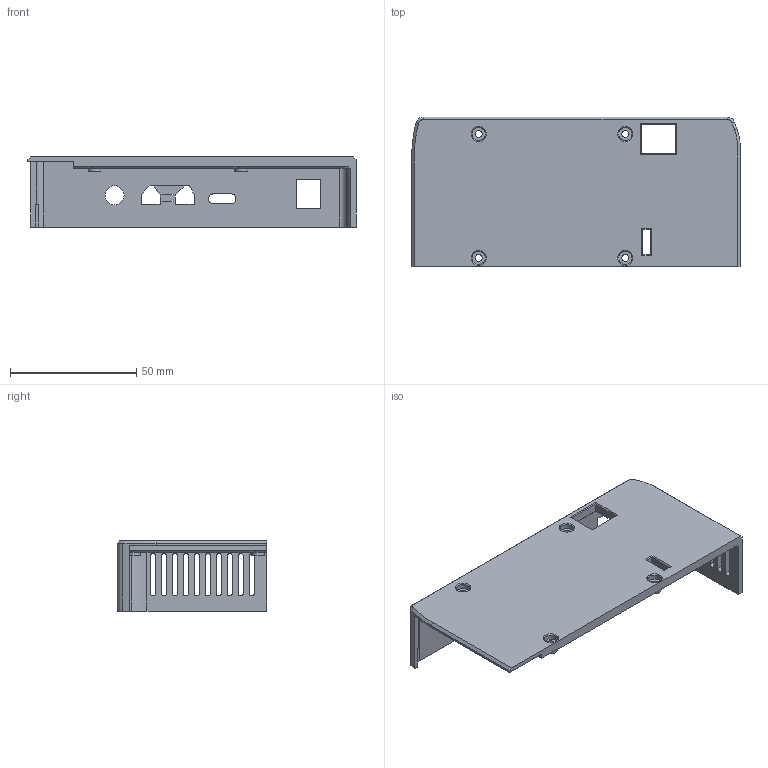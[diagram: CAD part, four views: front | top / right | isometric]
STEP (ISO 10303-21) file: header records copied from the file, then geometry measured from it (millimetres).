
FILE_DESCRIPTION(('FreeCAD Model'),'2;1');
FILE_NAME('Open CASCADE Shape Model','2024-11-13T18:28:09',(''),(''), 'Open CASCADE STEP processor 7.7','FreeCAD','Unknown');
FILE_SCHEMA(('AUTOMOTIVE_DESIGN { 1 0 10303 214 1 1 1 1 }'));
Length unit declared in the file: millimetre
Products named in the file (1): 4-electronics-cover-green-shield
Bounding box: 129.89 x 59.2 x 27.8 mm (x, y, z)
Volume: 34601.3 mm3; surface area: 25648.5 mm2
Topology: 1 solids, 1 shells, 151 faces, 404 edges, 263 vertices
Faces by surface type: plane 94, cylinder 43, cone 14
Full cylindrical faces by diameter (mm): 2.7 x4, 5 x4, 5.2 x4, 7.5 x1
Entity records: 4808 total; most frequent: CARTESIAN_POINT 819, DIRECTION 818, ORIENTED_EDGE 808, EDGE_CURVE 404, LINE 294, VECTOR 294, VERTEX_POINT 263, AXIS2_PLACEMENT_3D 262
